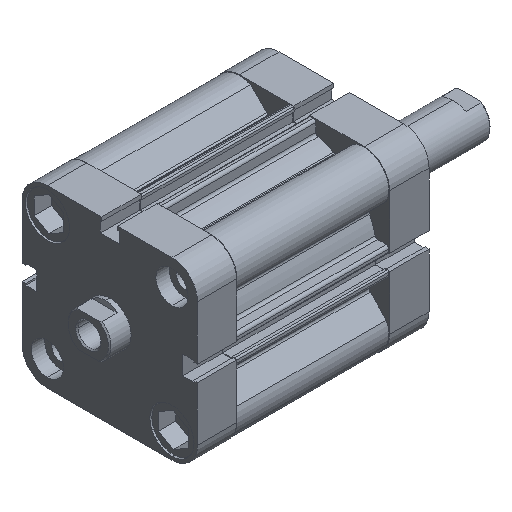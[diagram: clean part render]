
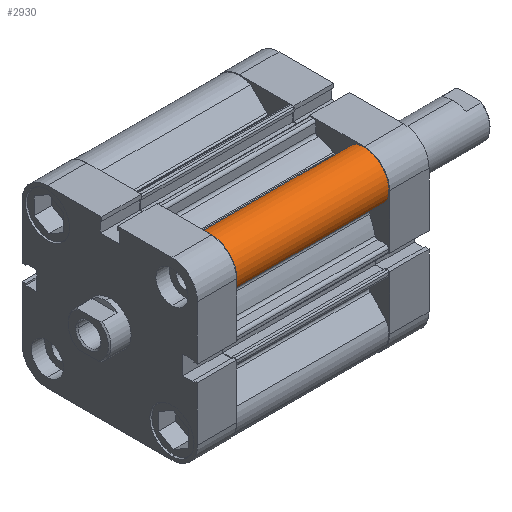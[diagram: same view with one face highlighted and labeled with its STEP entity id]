
A CAD part, isometric view. The second image highlights one B-rep face of the part: STEP entity #2930.
In plain terms, the highlighted cylindrical face has radius 9.25 mm (diameter 18.5 mm), a partial arc.
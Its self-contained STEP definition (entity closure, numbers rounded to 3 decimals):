
#391 = VERTEX_POINT ( 'NONE', #1163 ) ;
#397 = VERTEX_POINT ( 'NONE', #1155 ) ;
#506 = VERTEX_POINT ( 'NONE', #907 ) ;
#550 = VERTEX_POINT ( 'NONE', #1064 ) ;
#907 = CARTESIAN_POINT ( 'NONE',  ( 19.184, -31.559, 57. ) ) ;
#1064 = CARTESIAN_POINT ( 'NONE',  ( 31.559, -19.184, 57. ) ) ;
#1155 = CARTESIAN_POINT ( 'NONE',  ( 31.559, -19.184, 0. ) ) ;
#1163 = CARTESIAN_POINT ( 'NONE',  ( 19.184, -31.559, 0. ) ) ;
#1339 = DIRECTION ( 'NONE',  ( 0., 0., -1. ) ) ;
#1342 = DIRECTION ( 'NONE',  ( -1., 0., 0. ) ) ;
#1347 = CARTESIAN_POINT ( 'NONE',  ( 23.25, -23.25, 57. ) ) ;
#2441 = AXIS2_PLACEMENT_3D ( 'NONE', #1347, #1339, #1342 ) ;
#2718 = AXIS2_PLACEMENT_3D ( 'NONE', #4564, #4573, #4574 ) ;
#2783 = AXIS2_PLACEMENT_3D ( 'NONE', #4833, #4841, #4842 ) ;
#2930 = ADVANCED_FACE ( 'NONE', ( #7273 ), #7270, .T. ) ;
#3624 = CIRCLE ( 'NONE', #2718, 9.25 ) ;
#3791 = CIRCLE ( 'NONE', #2783, 9.25 ) ;
#3867 = LINE ( 'NONE', #4957, #3868 ) ;
#3868 = VECTOR ( 'NONE', #4958, 1000. ) ;
#3881 = LINE ( 'NONE', #4971, #3882 ) ;
#3882 = VECTOR ( 'NONE', #4972, 1000. ) ;
#4564 = CARTESIAN_POINT ( 'NONE',  ( 23.25, -23.25, 57. ) ) ;
#4573 = DIRECTION ( 'NONE',  ( 0., 0., 1. ) ) ;
#4574 = DIRECTION ( 'NONE',  ( -1., 0., 0. ) ) ;
#4833 = CARTESIAN_POINT ( 'NONE',  ( 23.25, -23.25, 0. ) ) ;
#4841 = DIRECTION ( 'NONE',  ( 0., 0., 1. ) ) ;
#4842 = DIRECTION ( 'NONE',  ( -1., 0., 0. ) ) ;
#4957 = CARTESIAN_POINT ( 'NONE',  ( 31.559, -19.184, 57. ) ) ;
#4958 = DIRECTION ( 'NONE',  ( 0., 0., -1. ) ) ;
#4971 = CARTESIAN_POINT ( 'NONE',  ( 19.184, -31.559, 57. ) ) ;
#4972 = DIRECTION ( 'NONE',  ( 0., 0., -1. ) ) ;
#5686 = EDGE_CURVE ( 'NONE', #506, #550, #3624, .T. ) ;
#5795 = EDGE_CURVE ( 'NONE', #391, #397, #3791, .T. ) ;
#5843 = EDGE_CURVE ( 'NONE', #550, #397, #3867, .T. ) ;
#5850 = EDGE_CURVE ( 'NONE', #506, #391, #3881, .T. ) ;
#6378 = EDGE_LOOP ( 'NONE', ( #6769, #6770, #6771, #6772 ) ) ;
#6769 = ORIENTED_EDGE ( 'NONE', *, *, #5795, .T. ) ;
#6770 = ORIENTED_EDGE ( 'NONE', *, *, #5843, .F. ) ;
#6771 = ORIENTED_EDGE ( 'NONE', *, *, #5686, .F. ) ;
#6772 = ORIENTED_EDGE ( 'NONE', *, *, #5850, .T. ) ;
#7270 = CYLINDRICAL_SURFACE ( 'NONE', #2441, 9.25 ) ;
#7273 = FACE_OUTER_BOUND ( 'NONE', #6378, .T. ) ;
